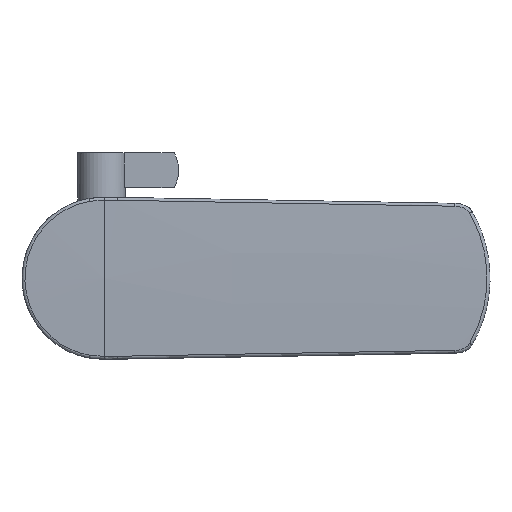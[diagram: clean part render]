
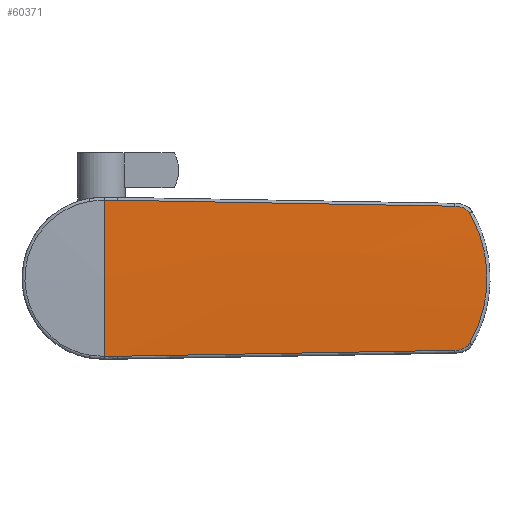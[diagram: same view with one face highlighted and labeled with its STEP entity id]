
A CAD part, top view. The second image highlights one B-rep face of the part: STEP entity #60371.
In plain terms, the highlighted free-form (B-spline) face has degree [3, 3] with [4, 4] control points.
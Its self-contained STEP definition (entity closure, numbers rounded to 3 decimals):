
#90=B_SPLINE_SURFACE_WITH_KNOTS('',3,3,((#133569,#133570,#133571,#133572),
(#133573,#133574,#133575,#133576),(#133577,#133578,#133579,#133580),(#133581,
#133582,#133583,#133584)),.UNSPECIFIED.,.F.,.F.,.F.,(4,4),(4,4),(0.,0.905),
(0.073,0.926),.UNSPECIFIED.);
#1384=B_SPLINE_CURVE_WITH_KNOTS('',3,(#133555,#133556,#133557,#133558),
 .UNSPECIFIED.,.F.,.F.,(4,4),(0.,1.),.UNSPECIFIED.);
#1385=B_SPLINE_CURVE_WITH_KNOTS('',3,(#133560,#133561,#133562,#133563),
 .UNSPECIFIED.,.F.,.F.,(4,4),(0.,1.),.UNSPECIFIED.);
#1387=B_SPLINE_CURVE_WITH_KNOTS('',3,(#133585,#133586,#133587,#133588),
 .UNSPECIFIED.,.F.,.F.,(4,4),(0.,0.004),
 .UNSPECIFIED.);
#1388=B_SPLINE_CURVE_WITH_KNOTS('',3,(#133590,#133591,#133592,#133593),
 .UNSPECIFIED.,.F.,.F.,(4,4),(0.,0.111),.UNSPECIFIED.);
#1389=B_SPLINE_CURVE_WITH_KNOTS('',3,(#133595,#133596,#133597,#133598,#133599,
#133600,#133601,#133602),.UNSPECIFIED.,.F.,.F.,(4,1,1,1,1,4),(0.,0.001,
0.003,0.004,0.005,0.006),
 .UNSPECIFIED.);
#1390=B_SPLINE_CURVE_WITH_KNOTS('',3,(#133604,#133605,#133606,#133607,#133608,
#133609,#133610,#133611,#133612),.UNSPECIFIED.,.F.,.F.,(4,1,1,1,1,1,4),
(0.,0.011,0.017,0.022,0.028,
0.034,0.045),.UNSPECIFIED.);
#1391=B_SPLINE_CURVE_WITH_KNOTS('',3,(#133614,#133615,#133616,#133617,#133618,
#133619,#133620,#133621),.UNSPECIFIED.,.F.,.F.,(4,1,1,1,1,4),(0.,0.001,
0.001,0.003,0.004,0.006),
 .UNSPECIFIED.);
#1392=B_SPLINE_CURVE_WITH_KNOTS('',3,(#133623,#133624,#133625,#133626),
 .UNSPECIFIED.,.F.,.F.,(4,4),(0.,0.111),.UNSPECIFIED.);
#1393=B_SPLINE_CURVE_WITH_KNOTS('',3,(#133628,#133629,#133630,#133631),
 .UNSPECIFIED.,.F.,.F.,(4,4),(0.,0.004),.UNSPECIFIED.);
#22642=ORIENTED_EDGE('',*,*,#31516,.F.);
#22643=ORIENTED_EDGE('',*,*,#31519,.T.);
#22644=ORIENTED_EDGE('',*,*,#31520,.T.);
#22645=ORIENTED_EDGE('',*,*,#31521,.T.);
#22646=ORIENTED_EDGE('',*,*,#31522,.T.);
#22647=ORIENTED_EDGE('',*,*,#31523,.T.);
#22648=ORIENTED_EDGE('',*,*,#31524,.T.);
#22649=ORIENTED_EDGE('',*,*,#31525,.T.);
#22650=ORIENTED_EDGE('',*,*,#31517,.F.);
#31516=EDGE_CURVE('',#37418,#37419,#1384,.T.);
#31517=EDGE_CURVE('',#37419,#37420,#1385,.T.);
#31519=EDGE_CURVE('',#37418,#37421,#1387,.T.);
#31520=EDGE_CURVE('',#37421,#37422,#1388,.T.);
#31521=EDGE_CURVE('',#37422,#37423,#1389,.T.);
#31522=EDGE_CURVE('',#37423,#37424,#1390,.T.);
#31523=EDGE_CURVE('',#37424,#37425,#1391,.T.);
#31524=EDGE_CURVE('',#37425,#37426,#1392,.T.);
#31525=EDGE_CURVE('',#37426,#37420,#1393,.T.);
#37418=VERTEX_POINT('',#133554);
#37419=VERTEX_POINT('',#133559);
#37420=VERTEX_POINT('',#133564);
#37421=VERTEX_POINT('',#133589);
#37422=VERTEX_POINT('',#133594);
#37423=VERTEX_POINT('',#133603);
#37424=VERTEX_POINT('',#133613);
#37425=VERTEX_POINT('',#133622);
#37426=VERTEX_POINT('',#133627);
#51041=EDGE_LOOP('',(#22642,#22643,#22644,#22645,#22646,#22647,#22648,#22649,
#22650));
#54787=FACE_BOUND('',#51041,.T.);
#60371=ADVANCED_FACE('',(#54787),#90,.T.);
#133554=CARTESIAN_POINT('',(0.463,-25.718,122.892));
#133555=CARTESIAN_POINT('',(0.463,-25.718,122.892));
#133556=CARTESIAN_POINT('',(0.463,-17.149,123.176));
#133557=CARTESIAN_POINT('',(0.463,-8.574,123.318));
#133558=CARTESIAN_POINT('',(0.462,0.,123.318));
#133559=CARTESIAN_POINT('',(0.462,0.,123.318));
#133560=CARTESIAN_POINT('',(0.462,0.,123.318));
#133561=CARTESIAN_POINT('',(0.463,8.574,123.318));
#133562=CARTESIAN_POINT('',(0.463,17.147,123.176));
#133563=CARTESIAN_POINT('',(0.463,25.716,122.892));
#133564=CARTESIAN_POINT('',(0.463,25.716,122.892));
#133569=CARTESIAN_POINT('',(0.463,-26.058,122.881));
#133570=CARTESIAN_POINT('',(0.462,-8.687,123.464));
#133571=CARTESIAN_POINT('',(0.462,8.684,123.464));
#133572=CARTESIAN_POINT('',(0.463,26.055,122.881));
#133573=CARTESIAN_POINT('',(42.779,-25.319,122.881));
#133574=CARTESIAN_POINT('',(42.779,-8.441,123.464));
#133575=CARTESIAN_POINT('',(42.779,8.437,123.464));
#133576=CARTESIAN_POINT('',(42.779,25.316,122.881));
#133577=CARTESIAN_POINT('',(85.095,-24.58,122.881));
#133578=CARTESIAN_POINT('',(85.095,-8.194,123.464));
#133579=CARTESIAN_POINT('',(85.095,8.191,123.464));
#133580=CARTESIAN_POINT('',(85.095,24.576,122.881));
#133581=CARTESIAN_POINT('',(127.411,-23.84,122.881));
#133582=CARTESIAN_POINT('',(127.411,-7.948,123.464));
#133583=CARTESIAN_POINT('',(127.411,7.945,123.464));
#133584=CARTESIAN_POINT('',(127.411,23.837,122.881));
#133585=CARTESIAN_POINT('',(0.463,-25.718,122.892));
#133586=CARTESIAN_POINT('',(1.903,-25.73,122.891));
#133587=CARTESIAN_POINT('',(3.343,-25.699,122.891));
#133588=CARTESIAN_POINT('',(4.783,-25.674,122.891));
#133589=CARTESIAN_POINT('',(4.783,-25.674,122.891));
#133590=CARTESIAN_POINT('',(4.783,-25.674,122.891));
#133591=CARTESIAN_POINT('',(41.8,-25.022,122.892));
#133592=CARTESIAN_POINT('',(78.818,-24.37,122.892));
#133593=CARTESIAN_POINT('',(115.836,-23.718,122.893));
#133594=CARTESIAN_POINT('',(115.836,-23.718,122.893));
#133595=CARTESIAN_POINT('',(115.836,-23.718,122.893));
#133596=CARTESIAN_POINT('',(116.303,-23.71,122.893));
#133597=CARTESIAN_POINT('',(117.234,-23.665,122.894));
#133598=CARTESIAN_POINT('',(118.561,-23.225,122.909));
#133599=CARTESIAN_POINT('',(119.603,-22.685,122.927));
#133600=CARTESIAN_POINT('',(120.306,-22.071,122.947));
#133601=CARTESIAN_POINT('',(120.555,-21.669,122.961));
#133602=CARTESIAN_POINT('',(120.671,-21.465,122.967));
#133603=CARTESIAN_POINT('',(120.671,-21.465,122.967));
#133604=CARTESIAN_POINT('',(120.671,-21.465,122.967));
#133605=CARTESIAN_POINT('',(122.537,-18.189,123.073));
#133606=CARTESIAN_POINT('',(124.698,-13.019,123.206));
#133607=CARTESIAN_POINT('',(126.196,-5.607,123.302));
#133608=CARTESIAN_POINT('',(126.57,-0.041,123.326));
#133609=CARTESIAN_POINT('',(126.194,5.625,123.302));
#133610=CARTESIAN_POINT('',(124.719,12.935,123.207));
#133611=CARTESIAN_POINT('',(122.536,18.192,123.073));
#133612=CARTESIAN_POINT('',(120.669,21.469,122.967));
#133613=CARTESIAN_POINT('',(120.669,21.469,122.967));
#133614=CARTESIAN_POINT('',(120.669,21.469,122.967));
#133615=CARTESIAN_POINT('',(120.553,21.672,122.961));
#133616=CARTESIAN_POINT('',(120.31,22.067,122.948));
#133617=CARTESIAN_POINT('',(119.598,22.687,122.927));
#133618=CARTESIAN_POINT('',(118.557,23.216,122.909));
#133619=CARTESIAN_POINT('',(117.226,23.659,122.894));
#133620=CARTESIAN_POINT('',(116.285,23.706,122.893));
#133621=CARTESIAN_POINT('',(115.816,23.714,122.893));
#133622=CARTESIAN_POINT('',(115.816,23.714,122.893));
#133623=CARTESIAN_POINT('',(115.816,23.714,122.893));
#133624=CARTESIAN_POINT('',(78.799,24.366,122.892));
#133625=CARTESIAN_POINT('',(41.782,25.019,122.892));
#133626=CARTESIAN_POINT('',(4.765,25.671,122.892));
#133627=CARTESIAN_POINT('',(4.765,25.671,122.892));
#133628=CARTESIAN_POINT('',(4.765,25.671,122.892));
#133629=CARTESIAN_POINT('',(3.331,25.696,122.891));
#133630=CARTESIAN_POINT('',(1.897,25.727,122.891));
#133631=CARTESIAN_POINT('',(0.463,25.716,122.892));
